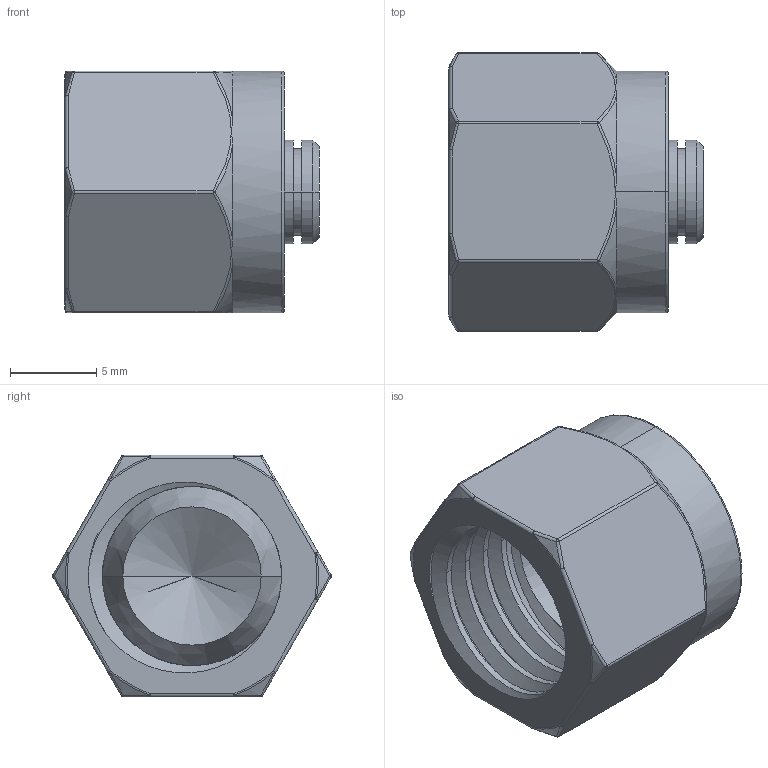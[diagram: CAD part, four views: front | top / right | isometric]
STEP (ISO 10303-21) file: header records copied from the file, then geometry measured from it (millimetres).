
FILE_DESCRIPTION((''),'2;1');
FILE_NAME('001_CPA_MASTER_ASM','2025-06-20T15:14:44',('Administrator'),(''),'CREO PARAMETRIC BY PTC INC, 2020184','CREO PARAMETRIC BY PTC INC, 2020184','');
FILE_SCHEMA(('AUTOMOTIVE_DESIGN { 1 0 10303 214 1 1 1 1 }'));
Length unit declared in the file: millimetre
Products named in the file (3): NUT; DIN2353_TUBE_NUT_CPA; 001_CPA_MASTER_ASM
Assembly tree (2 placements, depth 2):
  001_CPA_MASTER_ASM
    NUT
    DIN2353_TUBE_NUT_CPA
Bounding box: 14.7 x 16.11 x 14 mm (x, y, z)
Volume: 1461 mm3; surface area: 1770.7 mm2
Topology: 2 solids, 2 shells, 134 faces, 303 edges, 191 vertices
Faces by surface type: cylinder 37, bspline 30, cone 24, sphere 24, plane 11, torus 8
Entity records: 7186 total; most frequent: CARTESIAN_POINT 4088, ORIENTED_EDGE 572, DIRECTION 562, EDGE_CURVE 286, AXIS2_PLACEMENT_3D 242, VERTEX_POINT 158, EDGE_LOOP 138, FACE_OUTER_BOUND 134
